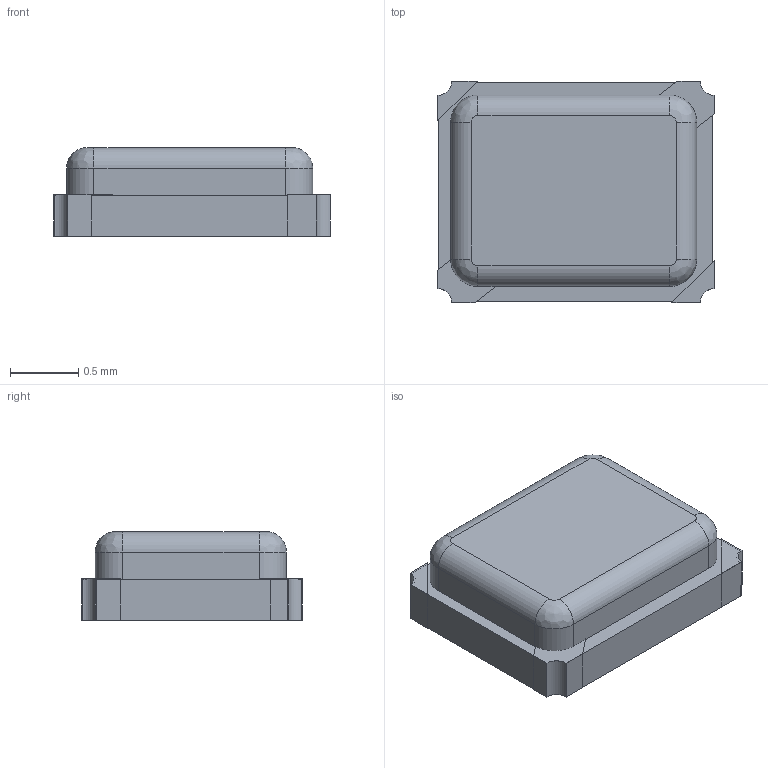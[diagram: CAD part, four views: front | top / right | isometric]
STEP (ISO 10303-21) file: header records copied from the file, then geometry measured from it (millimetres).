
FILE_DESCRIPTION(/* description */ (''),/* implementation_level */ '2;1');
FILE_NAME(/* name */ 'XRCGB32M000F2P02R0.step',/* time_stamp */ '2020-01-26T18:29:55-05:00',/* author */ (''),/* organization */ (''),/* preprocessor_version */ 'ST-DEVELOPER v18',/* originating_system */ 'Autodesk Translation Framework v8.12.0.6',/* authorisation */ '');
FILE_SCHEMA (('AUTOMOTIVE_DESIGN { 1 0 10303 214 3 1 1 }'));
Length unit declared in the file: millimetre
Products named in the file (2): XRCGB32M000F2P02R0; Component1
Assembly tree (1 placements, depth 2):
  XRCGB32M000F2P02R0
    Component1
Bounding box: 2.02 x 1.62 x 0.65 mm (x, y, z)
Volume: 2.1 mm3; surface area: 19.2 mm2
Topology: 5 solids, 5 shells, 50 faces, 112 edges, 72 vertices
Faces by surface type: plane 30, cylinder 16, bspline 4
Entity records: 1476 total; most frequent: CARTESIAN_POINT 269, DIRECTION 246, ORIENTED_EDGE 224, EDGE_CURVE 112, AXIS2_PLACEMENT_3D 85, LINE 76, VECTOR 76, VERTEX_POINT 72
